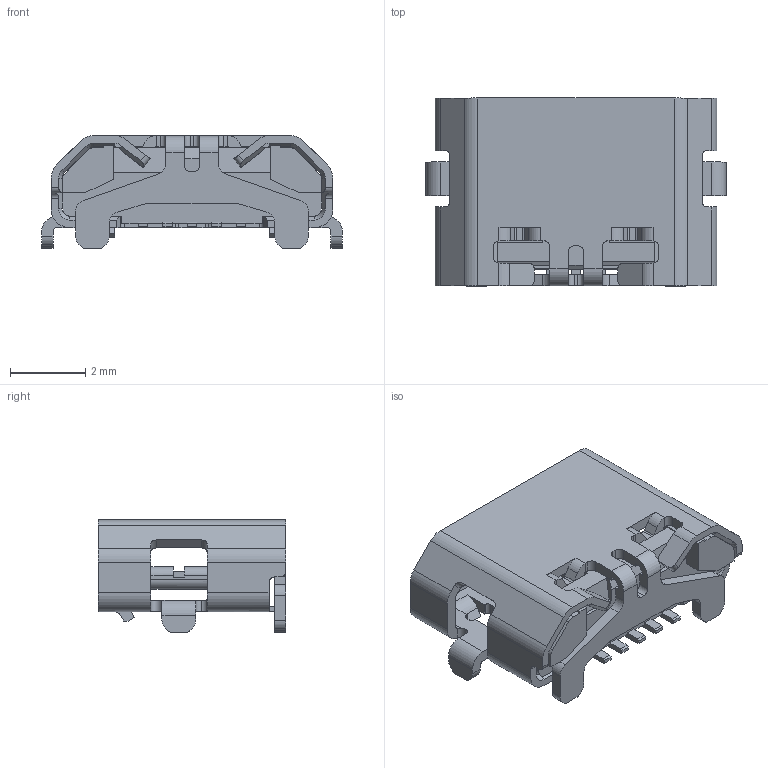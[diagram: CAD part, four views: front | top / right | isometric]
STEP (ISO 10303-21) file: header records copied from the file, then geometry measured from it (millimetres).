
FILE_DESCRIPTION(('CoCreate Modeling STEP Export'),'2;1');
FILE_NAME('反向全插式 无翻边.stp','2017-02-26T13:58:33',(''),(''),'CoCreate Modeling STEP processor for AP214 (Solid Model)','CoCreate Modeling 16.00 13-May-2008 (C) Parametric Technology GmbH','');
FILE_SCHEMA(('AUTOMOTIVE_DESIGN { 1 0 10303 214 1 1 1 1 }'));
Length unit declared in the file: millimetre
Products named in the file (5): TCL4DIPHOUSING20120727; TCL4DIP20120727_ASM; AA0B010-026.stp; 010101010-043反向全插式四面无翻边.stp; ).stp
Assembly tree (4 placements, depth 5):
  ).stp
    010101010-043反向全插式四面无翻边.stp
      AA0B010-026.stp
        TCL4DIP20120727_ASM
          TCL4DIPHOUSING20120727
Bounding box: 8 x 5 x 3 mm (x, y, z)
Volume: 40.8 mm3; surface area: 259.8 mm2
Topology: 1 solids, 1 shells, 630 faces, 1824 edges, 1174 vertices
Faces by surface type: plane 428, cylinder 176, cone 26
Entity records: 20544 total; most frequent: CARTESIAN_POINT 3769, ORIENTED_EDGE 3652, DIRECTION 3330, EDGE_CURVE 1824, VECTOR 1416, LINE 1416, VERTEX_POINT 1174, AXIS2_PLACEMENT_3D 957
